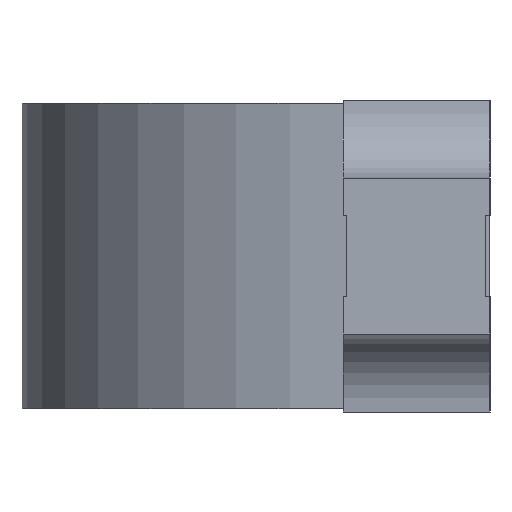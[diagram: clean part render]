
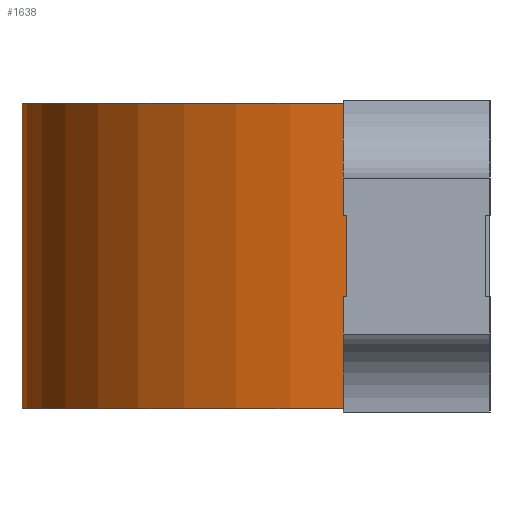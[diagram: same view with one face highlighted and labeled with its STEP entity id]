
A CAD part, left-side view. The second image highlights one B-rep face of the part: STEP entity #1638.
In plain terms, the highlighted cylindrical face has radius 1.04 mm (diameter 2.08 mm), a partial arc.
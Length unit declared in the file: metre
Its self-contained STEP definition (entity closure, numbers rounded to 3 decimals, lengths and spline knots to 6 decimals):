
#34=CYLINDRICAL_SURFACE('',#2126,0.00104);
#125=CIRCLE('',#2122,0.00104);
#126=CIRCLE('',#2124,0.00104);
#573=ORIENTED_EDGE('',*,*,#800,.F.);
#574=ORIENTED_EDGE('',*,*,#797,.T.);
#575=ORIENTED_EDGE('',*,*,#801,.T.);
#576=ORIENTED_EDGE('',*,*,#798,.T.);
#797=EDGE_CURVE('',#948,#949,#125,.T.);
#798=EDGE_CURVE('',#950,#951,#126,.T.);
#800=EDGE_CURVE('',#948,#951,#1141,.T.);
#801=EDGE_CURVE('',#949,#950,#1142,.T.);
#948=VERTEX_POINT('',#2995);
#949=VERTEX_POINT('',#2996);
#950=VERTEX_POINT('',#3000);
#951=VERTEX_POINT('',#3001);
#1141=LINE('',#3004,#1332);
#1142=LINE('',#3005,#1333);
#1332=VECTOR('',#2546,1.);
#1333=VECTOR('',#2547,1.);
#1414=EDGE_LOOP('',(#573,#574,#575,#576));
#1495=FACE_BOUND('',#1414,.T.);
#1638=ADVANCED_FACE('',(#1495),#34,.T.);
#2122=AXIS2_PLACEMENT_3D('',#2997,#2537,#2538);
#2124=AXIS2_PLACEMENT_3D('',#2999,#2541,#2542);
#2126=AXIS2_PLACEMENT_3D('',#3006,#2548,#2549);
#2537=DIRECTION('',(0.,0.,1.));
#2538=DIRECTION('',(1.,0.,0.));
#2541=DIRECTION('',(0.,0.,-1.));
#2542=DIRECTION('',(1.,0.,0.));
#2546=DIRECTION('',(0.,0.,1.));
#2547=DIRECTION('',(0.,0.,1.));
#2548=DIRECTION('',(0.,0.,1.));
#2549=DIRECTION('',(1.,0.,0.));
#2995=CARTESIAN_POINT('',(0.00104,-0.00029,0.00001));
#2996=CARTESIAN_POINT('',(-0.00104,-0.00029,0.00001));
#2997=CARTESIAN_POINT('',(0.,-0.00029,0.00001));
#2999=CARTESIAN_POINT('',(0.,-0.00029,0.00099));
#3000=CARTESIAN_POINT('',(-0.00104,-0.00029,0.00099));
#3001=CARTESIAN_POINT('',(0.00104,-0.00029,0.00099));
#3004=CARTESIAN_POINT('',(0.00104,-0.00029,-0.258818));
#3005=CARTESIAN_POINT('',(-0.00104,-0.00029,-0.258818));
#3006=CARTESIAN_POINT('',(0.,-0.00029,-0.258818));
